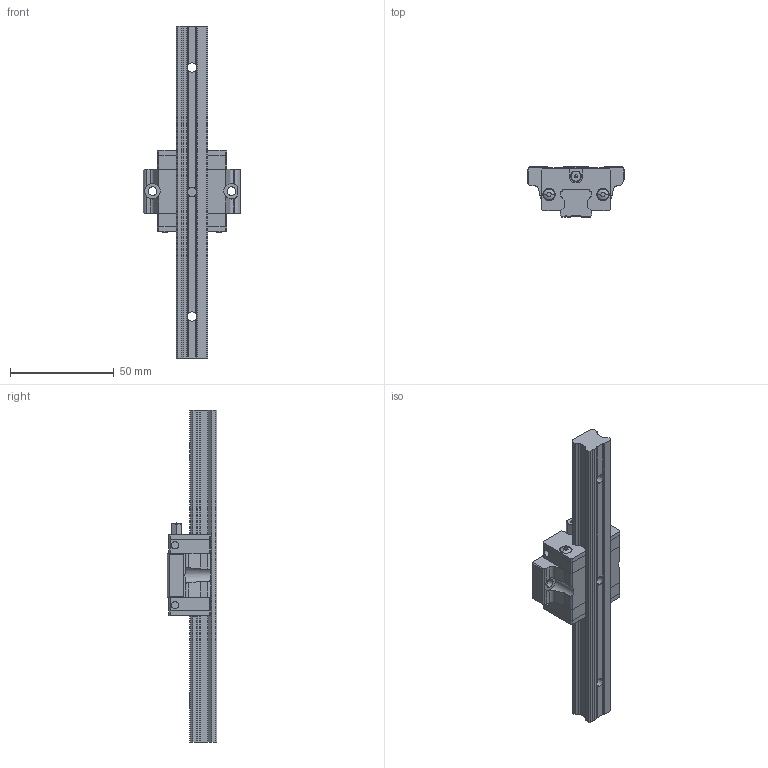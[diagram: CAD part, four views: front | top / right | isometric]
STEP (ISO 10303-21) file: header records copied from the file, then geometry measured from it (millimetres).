
FILE_DESCRIPTION (( 'STEP AP203' ), '1' );
FILE_NAME ('SBI 15 FV.STEP', '2016-11-25T02:15:31', ( 'user' ), ( 'Microsoft' ), 'SwSTEP 2.0', 'SolidWorks 2013', '' );
FILE_SCHEMA (( 'CONFIG_CONTROL_DESIGN' ));
Length unit declared in the file: millimetre
Products named in the file (7): DEFAULT_1; DEFAULT_2; DEFAULT_3; DEFAULT_4; DEFAULT_5; 1N; SBI 15 FV
Assembly tree (11 placements, depth 2):
  SBI 15 FV
    DEFAULT_1
    DEFAULT_2
    DEFAULT_3  x2
    DEFAULT_4  x2
    DEFAULT_5  x4
    1N
Bounding box: 47 x 24 x 160 mm (x, y, z)
Volume: 49296.6 mm3; surface area: 23025.1 mm2
Topology: 11 solids, 11 shells, 409 faces, 1085 edges, 708 vertices
Faces by surface type: plane 245, cylinder 130, bspline 18, cone 8, torus 8
Entity records: 9782 total; most frequent: CARTESIAN_POINT 1972, ORIENTED_EDGE 1480, DIRECTION 1415, EDGE_CURVE 740, LINE 491, VECTOR 491, VERTEX_POINT 486, AXIS2_PLACEMENT_3D 462
